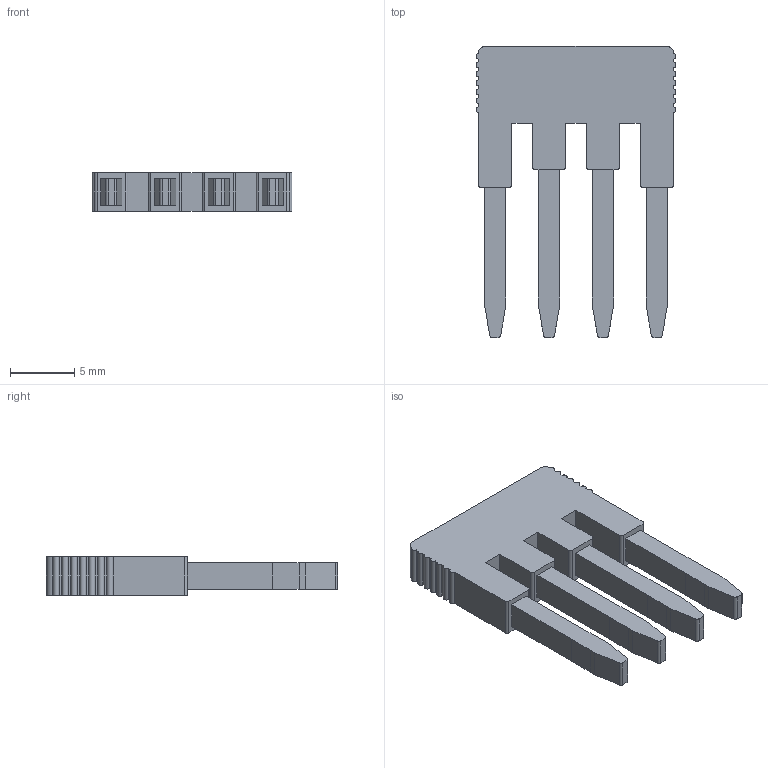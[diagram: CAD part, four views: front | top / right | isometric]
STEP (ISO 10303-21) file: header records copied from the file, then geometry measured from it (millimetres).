
FILE_DESCRIPTION((''),'2;1');
FILE_NAME('UFBS_4-4','2024-03-13T',('Administrator'),(''),'PRO/ENGINEER BY PARAMETRIC TECHNOLOGY CORPORATION, 2013230','PRO/ENGINEER BY PARAMETRIC TECHNOLOGY CORPORATION, 2013230','');
FILE_SCHEMA(('CONFIG_CONTROL_DESIGN'));
Length unit declared in the file: millimetre
Products named in the file (1): UFBS_4-4
Bounding box: 15.59 x 22.7 x 3 mm (x, y, z)
Volume: 569.6 mm3; surface area: 862 mm2
Topology: 1 solids, 1 shells, 106 faces, 300 edges, 200 vertices
Faces by surface type: plane 74, cylinder 32
Entity records: 3492 total; most frequent: CARTESIAN_POINT 606, ORIENTED_EDGE 600, DIRECTION 576, EDGE_CURVE 300, VECTOR 236, LINE 236, VERTEX_POINT 200, AXIS2_PLACEMENT_3D 170
